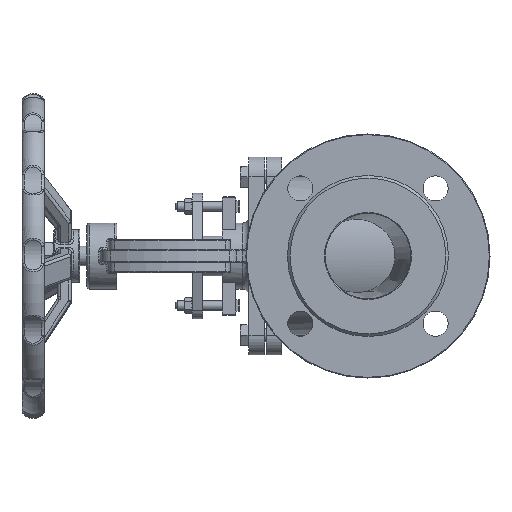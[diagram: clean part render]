
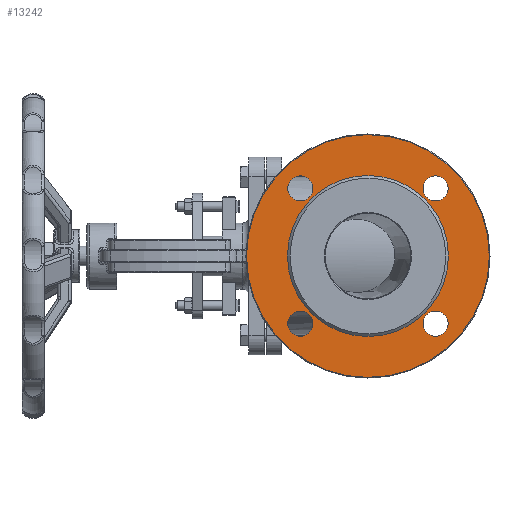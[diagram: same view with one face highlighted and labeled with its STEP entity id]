
A CAD part, left-side view. The second image highlights one B-rep face of the part: STEP entity #13242.
In plain terms, the highlighted planar face has unit normal (-1, 0, 0).
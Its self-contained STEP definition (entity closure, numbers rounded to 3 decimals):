
#451=FACE_BOUND('',#2050,.T.);
#452=FACE_BOUND('',#2051,.T.);
#453=FACE_BOUND('',#2052,.T.);
#454=FACE_BOUND('',#2053,.T.);
#455=FACE_BOUND('',#2054,.T.);
#626=PLANE('',#14461);
#1176=FACE_OUTER_BOUND('',#2049,.T.);
#2049=EDGE_LOOP('',(#9916));
#2050=EDGE_LOOP('',(#9917));
#2051=EDGE_LOOP('',(#9918));
#2052=EDGE_LOOP('',(#9919));
#2053=EDGE_LOOP('',(#9920));
#2054=EDGE_LOOP('',(#9921));
#2857=CIRCLE('',#14460,92.);
#2858=CIRCLE('',#14462,61.);
#2859=CIRCLE('',#14463,9.5);
#2860=CIRCLE('',#14464,9.5);
#2861=CIRCLE('',#14465,9.5);
#2862=CIRCLE('',#14466,9.5);
#5592=VERTEX_POINT('',#25480);
#5593=VERTEX_POINT('',#25484);
#5594=VERTEX_POINT('',#25486);
#5595=VERTEX_POINT('',#25488);
#5596=VERTEX_POINT('',#25490);
#5597=VERTEX_POINT('',#25492);
#7067=EDGE_CURVE('',#5592,#5592,#2857,.T.);
#7068=EDGE_CURVE('',#5593,#5593,#2858,.T.);
#7069=EDGE_CURVE('',#5594,#5594,#2859,.T.);
#7070=EDGE_CURVE('',#5595,#5595,#2860,.T.);
#7071=EDGE_CURVE('',#5596,#5596,#2861,.T.);
#7072=EDGE_CURVE('',#5597,#5597,#2862,.T.);
#9916=ORIENTED_EDGE('',*,*,#7067,.F.);
#9917=ORIENTED_EDGE('',*,*,#7068,.F.);
#9918=ORIENTED_EDGE('',*,*,#7069,.F.);
#9919=ORIENTED_EDGE('',*,*,#7070,.F.);
#9920=ORIENTED_EDGE('',*,*,#7071,.F.);
#9921=ORIENTED_EDGE('',*,*,#7072,.F.);
#13242=ADVANCED_FACE('',(#1176,#451,#452,#453,#454,#455),#626,.F.);
#14460=AXIS2_PLACEMENT_3D('',#25482,#17189,#17190);
#14461=AXIS2_PLACEMENT_3D('',#25483,#17191,#17192);
#14462=AXIS2_PLACEMENT_3D('',#25485,#17193,#17194);
#14463=AXIS2_PLACEMENT_3D('',#25487,#17195,#17196);
#14464=AXIS2_PLACEMENT_3D('',#25489,#17197,#17198);
#14465=AXIS2_PLACEMENT_3D('',#25491,#17199,#17200);
#14466=AXIS2_PLACEMENT_3D('',#25493,#17201,#17202);
#17189=DIRECTION('center_axis',(1.,0.,0.));
#17190=DIRECTION('ref_axis',(0.,0.,1.));
#17191=DIRECTION('center_axis',(1.,0.,0.));
#17192=DIRECTION('ref_axis',(0.,0.,-1.));
#17193=DIRECTION('center_axis',(-1.,0.,0.));
#17194=DIRECTION('ref_axis',(0.,-1.,0.));
#17195=DIRECTION('center_axis',(-1.,0.,0.));
#17196=DIRECTION('ref_axis',(0.,0.,1.));
#17197=DIRECTION('center_axis',(-1.,0.,0.));
#17198=DIRECTION('ref_axis',(0.,0.,1.));
#17199=DIRECTION('center_axis',(-1.,0.,0.));
#17200=DIRECTION('ref_axis',(0.,0.,1.));
#17201=DIRECTION('center_axis',(-1.,0.,0.));
#17202=DIRECTION('ref_axis',(0.,0.,1.));
#25480=CARTESIAN_POINT('',(2.,0.,-92.));
#25482=CARTESIAN_POINT('Origin',(2.,0.,0.));
#25483=CARTESIAN_POINT('Origin',(2.,0.,0.));
#25484=CARTESIAN_POINT('',(2.,61.,0.));
#25485=CARTESIAN_POINT('Origin',(2.,0.,0.));
#25486=CARTESIAN_POINT('',(2.,51.265,-60.765));
#25487=CARTESIAN_POINT('Origin',(2.,51.265,-51.265));
#25488=CARTESIAN_POINT('',(2.,-51.265,-60.765));
#25489=CARTESIAN_POINT('Origin',(2.,-51.265,-51.265));
#25490=CARTESIAN_POINT('',(2.,-51.265,41.765));
#25491=CARTESIAN_POINT('Origin',(2.,-51.265,51.265));
#25492=CARTESIAN_POINT('',(2.,51.265,41.765));
#25493=CARTESIAN_POINT('Origin',(2.,51.265,51.265));
